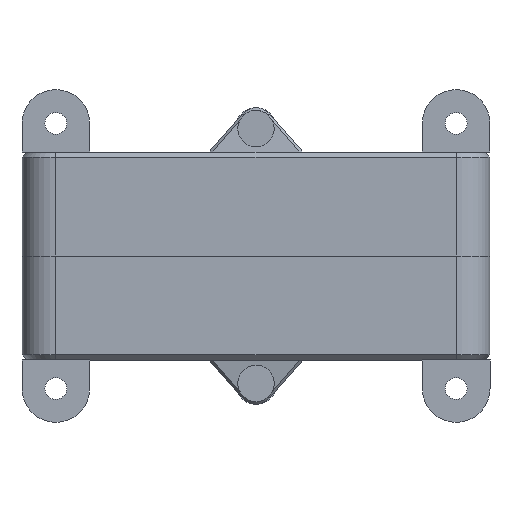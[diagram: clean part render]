
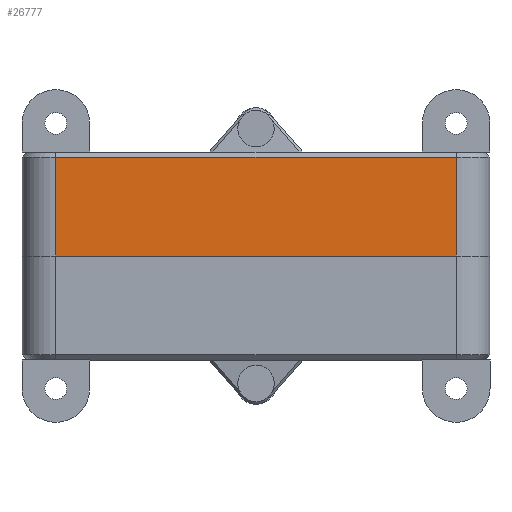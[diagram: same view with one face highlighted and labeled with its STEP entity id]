
A CAD part, front view. The second image highlights one B-rep face of the part: STEP entity #26777.
In plain terms, the highlighted planar face has unit normal (0, -1, 0).
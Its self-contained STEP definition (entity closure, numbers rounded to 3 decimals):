
#1232=PLANE('',#28611);
#2173=LINE('',#36244,#5065);
#2212=LINE('',#36347,#5104);
#2341=LINE('',#36850,#5233);
#2342=LINE('',#36852,#5234);
#5065=VECTOR('',#30183,10.);
#5104=VECTOR('',#30260,10.);
#5233=VECTOR('',#30479,10.);
#5234=VECTOR('',#30482,10.);
#8134=FACE_OUTER_BOUND('',#9639,.T.);
#9639=EDGE_LOOP('',(#18710,#18711,#18712,#18713));
#11628=VERTEX_POINT('',#36241);
#11629=VERTEX_POINT('',#36243);
#11672=VERTEX_POINT('',#36339);
#11674=VERTEX_POINT('',#36345);
#14312=EDGE_CURVE('',#11628,#11629,#2173,.T.);
#14364=EDGE_CURVE('',#11674,#11672,#2212,.T.);
#14532=EDGE_CURVE('',#11629,#11674,#2341,.T.);
#14533=EDGE_CURVE('',#11672,#11628,#2342,.T.);
#18710=ORIENTED_EDGE('',*,*,#14364,.F.);
#18711=ORIENTED_EDGE('',*,*,#14532,.F.);
#18712=ORIENTED_EDGE('',*,*,#14312,.F.);
#18713=ORIENTED_EDGE('',*,*,#14533,.F.);
#26777=ADVANCED_FACE('',(#8134),#1232,.T.);
#28611=AXIS2_PLACEMENT_3D('',#36851,#30480,#30481);
#30183=DIRECTION('',(1.,0.,0.));
#30260=DIRECTION('',(-1.,0.,0.));
#30479=DIRECTION('',(0.,0.,-1.));
#30480=DIRECTION('center_axis',(0.,-1.,0.));
#30481=DIRECTION('ref_axis',(1.,0.,0.));
#30482=DIRECTION('',(0.,0.,1.));
#36241=CARTESIAN_POINT('',(-38.5,0.,20.));
#36243=CARTESIAN_POINT('',(38.5,0.,20.));
#36244=CARTESIAN_POINT('',(-45.,0.,20.));
#36339=CARTESIAN_POINT('',(-38.5,0.,1.));
#36345=CARTESIAN_POINT('',(38.5,0.,1.));
#36347=CARTESIAN_POINT('',(-22.5,0.,1.));
#36850=CARTESIAN_POINT('',(38.5,0.,0.));
#36851=CARTESIAN_POINT('Origin',(-45.,0.,
0.));
#36852=CARTESIAN_POINT('',(-38.5,0.,0.));
